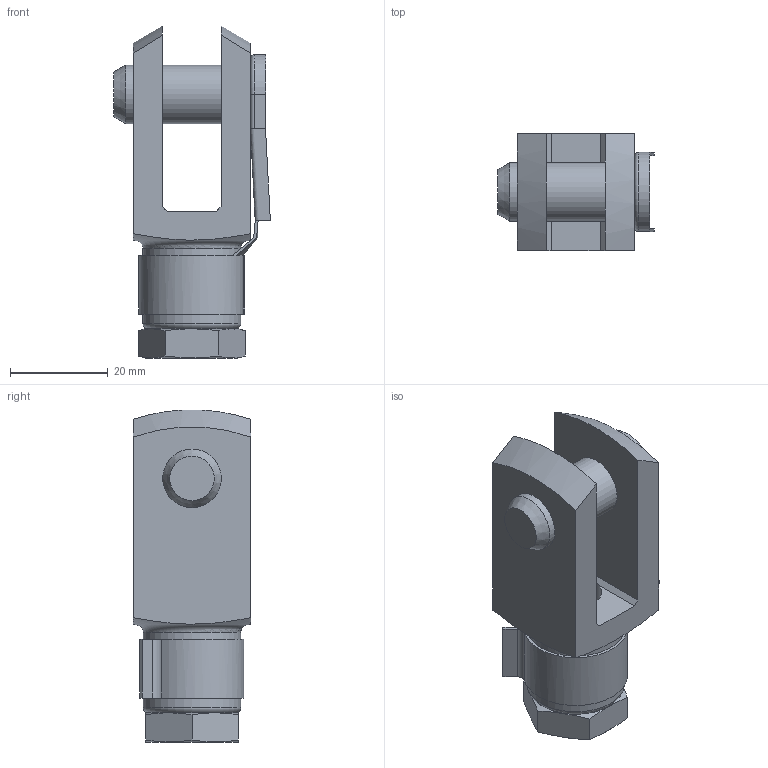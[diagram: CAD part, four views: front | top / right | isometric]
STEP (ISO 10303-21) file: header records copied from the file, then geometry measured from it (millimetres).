
FILE_DESCRIPTION(/* description */ ('STEP AP214'),/* implementation_level */ '2;1');
FILE_NAME(/* name */ '6145_SG-M12X125',/* time_stamp */ '2024-09-10T10:54:10+02:00',/* author */ ('License CC BY-ND 4.0'),/* organization */ ('CADENAS'),/* preprocessor_version */ 'ST-DEVELOPER v19.3',/* originating_system */ 'PARTsolutions',/* authorisation */ ' ');
FILE_SCHEMA (('AUTOMOTIVE_DESIGN {1 0 10303 214 3 1 1}'));
Length unit declared in the file: millimetre
Products named in the file (4): 6145 SG-M12x1,25; 6145 SG-M12x1,25---(GK); DIN-439-B - M12x1.25(F); 200215 FKB-12X24
Assembly tree (3 placements, depth 2):
  6145 SG-M12x1,25
    6145 SG-M12x1,25---(GK)
    DIN-439-B - M12x1.25(F)
    200215 FKB-12X24
Bounding box: 32.09 x 24 x 68 mm (x, y, z)
Volume: 21531.9 mm3; surface area: 12730.5 mm2
Topology: 3 solids, 3 shells, 87 faces, 220 edges, 141 vertices
Faces by surface type: plane 49, cylinder 19, cone 9, torus 5, bspline 5
Full cylindrical faces by diameter (mm): 5.2 x1, 9.3 x1, 10.647 x2, 12 x3, 20 x1
Entity records: 2694 total; most frequent: CARTESIAN_POINT 608, DIRECTION 407, ORIENTED_EDGE 390, EDGE_CURVE 195, AXIS2_PLACEMENT_3D 152, VERTEX_POINT 135, EDGE_LOOP 116, FACE_BOUND 116
